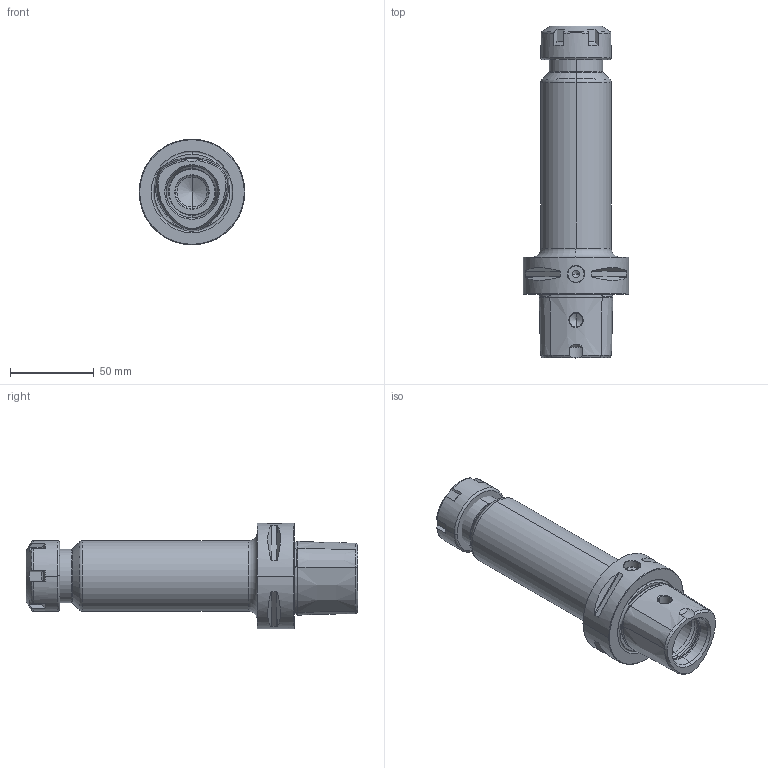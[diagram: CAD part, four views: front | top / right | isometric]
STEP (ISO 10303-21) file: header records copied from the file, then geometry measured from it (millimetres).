
FILE_DESCRIPTION((''),'2;1');
FILE_NAME('CC6-022-25_ASM','2011-09-13T',('mei'),(''),'PRO/ENGINEER BY PARAMETRIC TECHNOLOGY CORPORATION, 2010430','PRO/ENGINEER BY PARAMETRIC TECHNOLOGY CORPORATION, 2010430','');
FILE_SCHEMA(('CONFIG_CONTROL_DESIGN'));
Length unit declared in the file: millimetre
Products named in the file (3): CC6-022-25; 83-912-25; CC6-022-25_ASM
Assembly tree (2 placements, depth 2):
  CC6-022-25_ASM
    CC6-022-25
    83-912-25
Bounding box: 63 x 198 x 63 mm (x, y, z)
Volume: 275816.2 mm3; surface area: 43668.1 mm2
Topology: 2 solids, 3 shells, 170 faces, 420 edges, 259 vertices
Faces by surface type: cone 52, plane 43, cylinder 37, torus 30, bspline 8
Entity records: 6169 total; most frequent: CARTESIAN_POINT 2251, ORIENTED_EDGE 822, DIRECTION 774, EDGE_CURVE 414, AXIS2_PLACEMENT_3D 325, VERTEX_POINT 259, EDGE_LOOP 183, FACE_OUTER_BOUND 170
